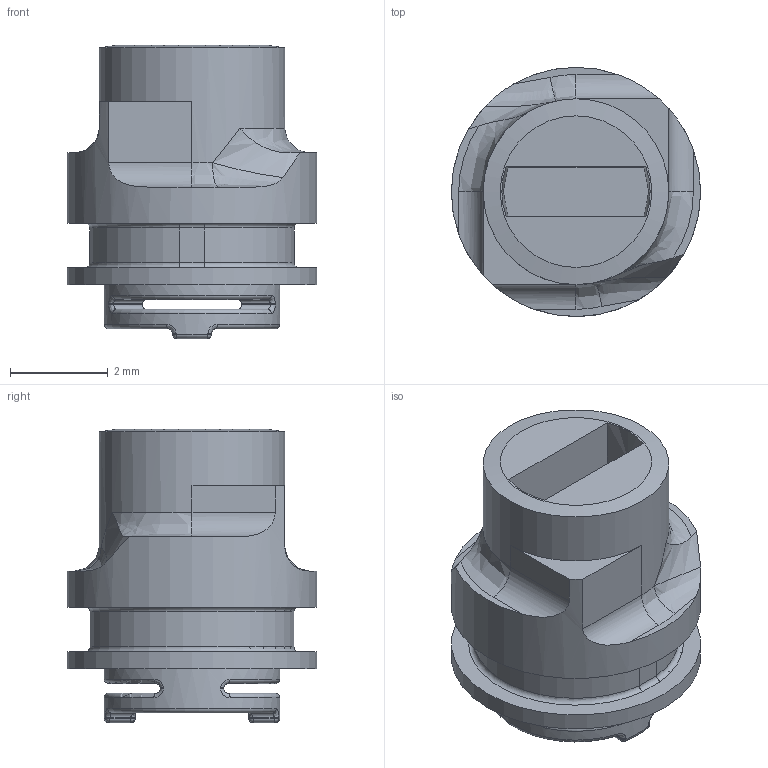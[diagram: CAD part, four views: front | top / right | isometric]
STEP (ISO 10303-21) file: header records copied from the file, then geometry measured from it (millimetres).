
FILE_DESCRIPTION(/* description */ (''),/* implementation_level */ '2;1');
FILE_NAME(/* name */ '00693973_STOESSEL_MPA.ipt.step',/* time_stamp */ '2014-01-07T11:21:43-08:00',/* author */ ('s-2512170'),/* organization */ (''),/* preprocessor_version */ 'ST-DEVELOPER v15.2',/* originating_system */ 'Autodesk Inventor 2014',/* authorisation */ '');
FILE_SCHEMA (('AUTOMOTIVE_DESIGN { 1 0 10303 214 3 1 1 }'));
Length unit declared in the file: millimetre
Products named in the file (1): 00693973_STOESSEL_MPA
Bounding box: 5.1 x 5.1 x 6 mm (x, y, z)
Volume: 66 mm3; surface area: 165 mm2
Topology: 1 solids, 1 shells, 131 faces, 313 edges, 185 vertices
Faces by surface type: cylinder 43, plane 36, bspline 24, torus 17, sphere 8, cone 3
Full cylindrical faces by diameter (mm): 2.4 x1, 3.6 x1, 3.8 x1, 5.1 x2
Entity records: 5849 total; most frequent: CARTESIAN_POINT 2884, ORIENTED_EDGE 586, DIRECTION 582, EDGE_CURVE 293, AXIS2_PLACEMENT_3D 242, VERTEX_POINT 175, EDGE_LOOP 146, STYLED_ITEM 132
